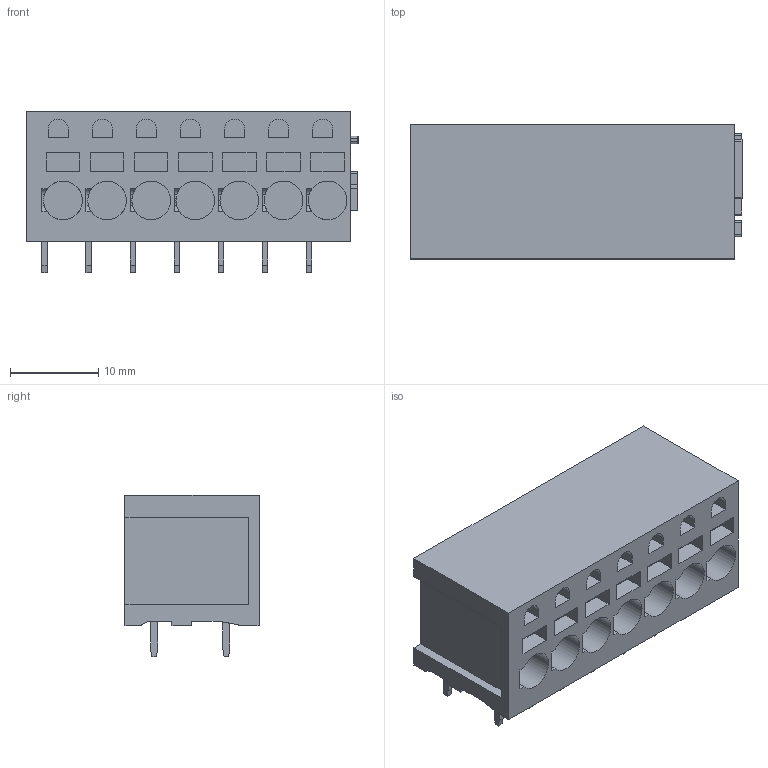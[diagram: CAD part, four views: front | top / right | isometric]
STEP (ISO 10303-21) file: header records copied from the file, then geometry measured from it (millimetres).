
FILE_DESCRIPTION(('CATIA V5 STEP Exchange','CAx-IF Rec.Pracs.--- Model Styling and Organization---1.2---2011-12-15'),'2;1');
FILE_NAME ('D1451205_0', '2018-09-03T06:00:35+00:00', ('none'), ('Weidmueller'), 'CATIA Version 5-6 Release 2014', 'CATIA V5 STEP AP214', 'none');
FILE_SCHEMA(('AUTOMOTIVE_DESIGN { 1 0 10303 214 1 1 1 1 }'));
Length unit declared in the file: millimetre
Products named in the file (1): 1332020000
Bounding box: 37.65 x 15.2 x 18.3 mm (x, y, z)
Volume: 7204.3 mm3; surface area: 4014 mm2
Topology: 15 solids, 15 shells, 299 faces, 735 edges, 490 vertices
Faces by surface type: plane 249, cylinder 50
Entity records: 8172 total; most frequent: CARTESIAN_POINT 1509, ORIENTED_EDGE 1470, DIRECTION 1105, EDGE_CURVE 735, VECTOR 607, LINE 607, VERTEX_POINT 490, EDGE_LOOP 323
